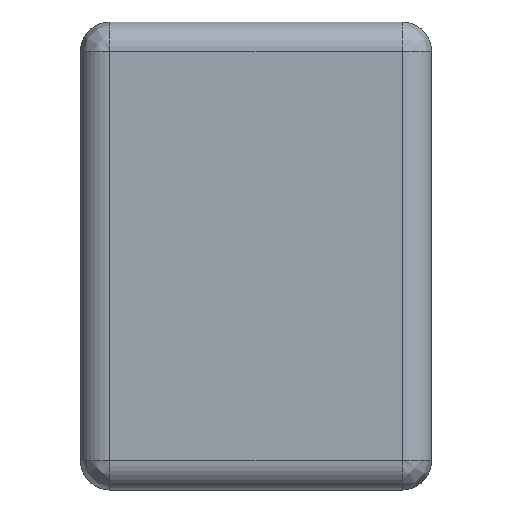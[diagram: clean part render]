
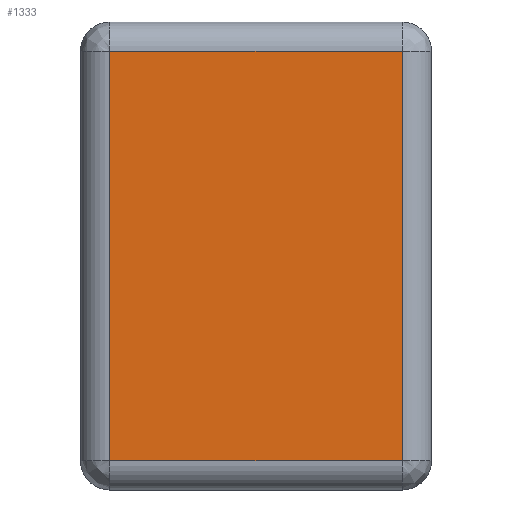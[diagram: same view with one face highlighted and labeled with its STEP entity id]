
A CAD part, left-side view. The second image highlights one B-rep face of the part: STEP entity #1333.
In plain terms, the highlighted planar face has unit normal (-1, 0, 0).
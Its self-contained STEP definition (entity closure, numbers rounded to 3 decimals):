
#27 = ORIENTED_EDGE ( 'NONE', *, *, #3077, .T. ) ;
#81 = VECTOR ( 'NONE', #2389, 1000. ) ;
#117 = ORIENTED_EDGE ( 'NONE', *, *, #1902, .F. ) ;
#184 = VECTOR ( 'NONE', #4716, 1000. ) ;
#259 = LINE ( 'NONE', #2398, #81 ) ;
#585 = VECTOR ( 'NONE', #5873, 1000. ) ;
#714 = DIRECTION ( 'NONE',  ( 0., 0., 1. ) ) ;
#729 = DIRECTION ( 'NONE',  ( -1., 0., 0. ) ) ;
#739 = PLANE ( 'NONE',  #2050 ) ;
#766 = CARTESIAN_POINT ( 'NONE',  ( -10., -5., -16. ) ) ;
#1191 = CARTESIAN_POINT ( 'NONE',  ( -10., 5., -1. ) ) ;
#1333 = ADVANCED_FACE ( 'NONE', ( #4992 ), #739, .T. ) ;
#1877 = LINE ( 'NONE', #2707, #2567 ) ;
#1902 = EDGE_CURVE ( 'NONE', #5991, #3255, #4881, .T. ) ;
#2050 = AXIS2_PLACEMENT_3D ( 'NONE', #766, #729, #714 ) ;
#2389 = DIRECTION ( 'NONE',  ( 0., 1., 0. ) ) ;
#2398 = CARTESIAN_POINT ( 'NONE',  ( -10., -5., -1. ) ) ;
#2484 = ORIENTED_EDGE ( 'NONE', *, *, #6004, .T. ) ;
#2567 = VECTOR ( 'NONE', #2767, 1000. ) ;
#2707 = CARTESIAN_POINT ( 'NONE',  ( -10., -5., -15. ) ) ;
#2767 = DIRECTION ( 'NONE',  ( 0., -1., 0. ) ) ;
#3053 = ORIENTED_EDGE ( 'NONE', *, *, #3128, .T. ) ;
#3077 = EDGE_CURVE ( 'NONE', #5991, #3437, #1877, .T. ) ;
#3128 = EDGE_CURVE ( 'NONE', #5715, #3255, #259, .T. ) ;
#3255 = VERTEX_POINT ( 'NONE', #1191 ) ;
#3385 = CARTESIAN_POINT ( 'NONE',  ( -10., -5., -1. ) ) ;
#3437 = VERTEX_POINT ( 'NONE', #3808 ) ;
#3808 = CARTESIAN_POINT ( 'NONE',  ( -10., -5., -15. ) ) ;
#4716 = DIRECTION ( 'NONE',  ( 0., 0., 1. ) ) ;
#4734 = CARTESIAN_POINT ( 'NONE',  ( -10., -5., -16. ) ) ;
#4881 = LINE ( 'NONE', #5969, #585 ) ;
#4946 = CARTESIAN_POINT ( 'NONE',  ( -10., 5., -15. ) ) ;
#4992 = FACE_OUTER_BOUND ( 'NONE', #5377, .T. ) ;
#5026 = LINE ( 'NONE', #4734, #184 ) ;
#5377 = EDGE_LOOP ( 'NONE', ( #2484, #3053, #117, #27 ) ) ;
#5715 = VERTEX_POINT ( 'NONE', #3385 ) ;
#5873 = DIRECTION ( 'NONE',  ( 0., 0., 1. ) ) ;
#5969 = CARTESIAN_POINT ( 'NONE',  ( -10., 5., -16. ) ) ;
#5991 = VERTEX_POINT ( 'NONE', #4946 ) ;
#6004 = EDGE_CURVE ( 'NONE', #3437, #5715, #5026, .T. ) ;
